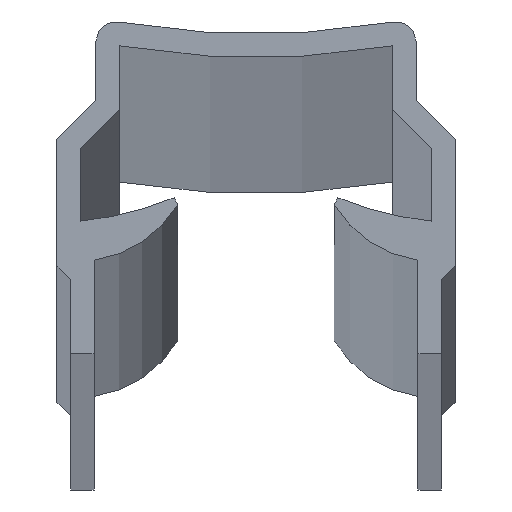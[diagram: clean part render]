
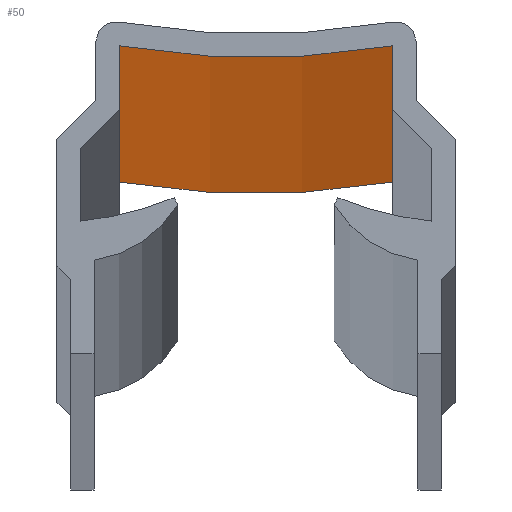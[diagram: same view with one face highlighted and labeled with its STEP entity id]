
A CAD part, top view. The second image highlights one B-rep face of the part: STEP entity #50.
In plain terms, the highlighted cylindrical face has radius 20.6 mm (diameter 41.2 mm), a partial arc.
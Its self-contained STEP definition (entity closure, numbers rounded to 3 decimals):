
#18 = EDGE_CURVE ( 'NONE', #1016, #382, #146, .T. ) ;
#50 = ADVANCED_FACE ( 'NONE', ( #444 ), #115, .T. ) ;
#55 = DIRECTION ( 'NONE',  ( 0., 0., -1. ) ) ;
#95 = VERTEX_POINT ( 'NONE', #329 ) ;
#114 = VECTOR ( 'NONE', #631, 1000. ) ;
#115 = CYLINDRICAL_SURFACE ( 'NONE', #702, 20.6 ) ;
#119 = VERTEX_POINT ( 'NONE', #1083 ) ;
#120 = CARTESIAN_POINT ( 'NONE',  ( -3.5, -20.3, 10. ) ) ;
#127 = ORIENTED_EDGE ( 'NONE', *, *, #429, .T. ) ;
#146 = LINE ( 'NONE', #552, #1050 ) ;
#202 = CARTESIAN_POINT ( 'NONE',  ( 0., 0., 2000. ) ) ;
#214 = CARTESIAN_POINT ( 'NONE',  ( 3.5, -20.3, 2000. ) ) ;
#247 = EDGE_CURVE ( 'NONE', #95, #382, #433, .T. ) ;
#266 = DIRECTION ( 'NONE',  ( -1., 0., 0. ) ) ;
#269 = ORIENTED_EDGE ( 'NONE', *, *, #247, .F. ) ;
#329 = CARTESIAN_POINT ( 'NONE',  ( -3.5, -20.3, 2000. ) ) ;
#337 = ORIENTED_EDGE ( 'NONE', *, *, #588, .T. ) ;
#346 = LINE ( 'NONE', #120, #114 ) ;
#375 = CIRCLE ( 'NONE', #806, 20.6 ) ;
#382 = VERTEX_POINT ( 'NONE', #214 ) ;
#429 = EDGE_CURVE ( 'NONE', #119, #1016, #375, .T. ) ;
#433 = CIRCLE ( 'NONE', #434, 20.6 ) ;
#434 = AXIS2_PLACEMENT_3D ( 'NONE', #202, #448, #791 ) ;
#444 = FACE_OUTER_BOUND ( 'NONE', #524, .T. ) ;
#448 = DIRECTION ( 'NONE',  ( 0., 0., 1. ) ) ;
#524 = EDGE_LOOP ( 'NONE', ( #269, #337, #127, #793 ) ) ;
#552 = CARTESIAN_POINT ( 'NONE',  ( 3.5, -20.3, 10. ) ) ;
#573 = DIRECTION ( 'NONE',  ( -1., 0., 0. ) ) ;
#588 = EDGE_CURVE ( 'NONE', #95, #119, #346, .T. ) ;
#601 = CARTESIAN_POINT ( 'NONE',  ( 3.5, -20.3, 0. ) ) ;
#631 = DIRECTION ( 'NONE',  ( 0., 0., -1. ) ) ;
#651 = DIRECTION ( 'NONE',  ( 0., 0., 1. ) ) ;
#702 = AXIS2_PLACEMENT_3D ( 'NONE', #823, #55, #573 ) ;
#778 = CARTESIAN_POINT ( 'NONE',  ( 0., 0., 0. ) ) ;
#791 = DIRECTION ( 'NONE',  ( -1., 0., 0. ) ) ;
#793 = ORIENTED_EDGE ( 'NONE', *, *, #18, .T. ) ;
#806 = AXIS2_PLACEMENT_3D ( 'NONE', #778, #1036, #266 ) ;
#823 = CARTESIAN_POINT ( 'NONE',  ( 0., 0., 10. ) ) ;
#1016 = VERTEX_POINT ( 'NONE', #601 ) ;
#1036 = DIRECTION ( 'NONE',  ( 0., 0., 1. ) ) ;
#1050 = VECTOR ( 'NONE', #651, 1000. ) ;
#1083 = CARTESIAN_POINT ( 'NONE',  ( -3.5, -20.3, 0. ) ) ;
